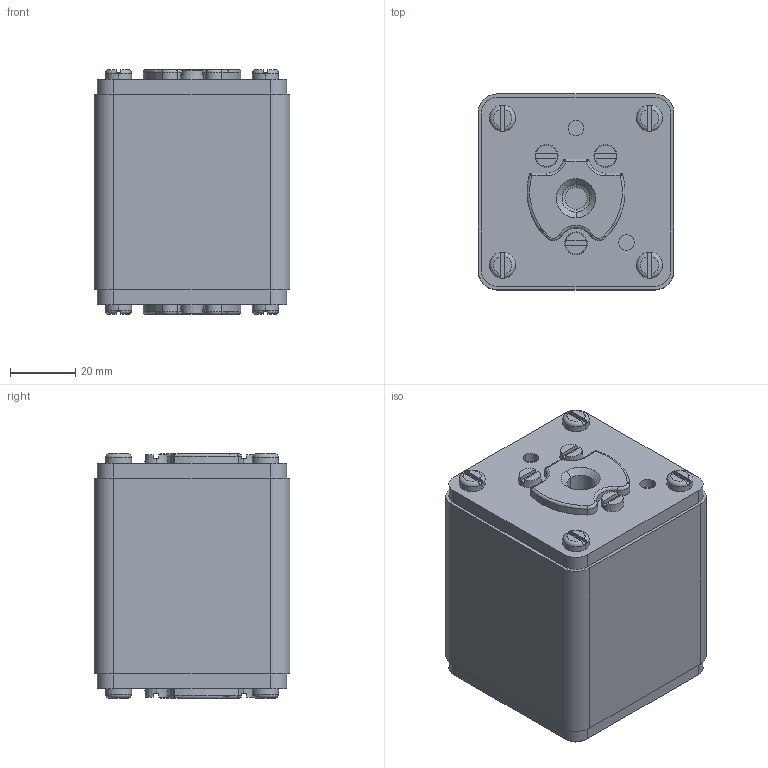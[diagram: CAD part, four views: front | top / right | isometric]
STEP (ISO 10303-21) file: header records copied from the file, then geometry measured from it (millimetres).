
FILE_DESCRIPTION((''),'2;1');
FILE_NAME('G2_1000_MI_DIM','2016-09-23T',('janez.tomelj'),('Audax d.o.o.'),'CREO PARAMETRIC BY PTC INC, 2015290','CREO PARAMETRIC BY PTC INC, 2015290','');
FILE_SCHEMA(('CONFIG_CONTROL_DESIGN'));
Length unit declared in the file: millimetre
Products named in the file (1): G2_1000_MI_DIM
Bounding box: 60 x 60 x 75 mm (x, y, z)
Volume: 247274.6 mm3; surface area: 25317.4 mm2
Topology: 1 solids, 1 shells, 233 faces, 562 edges, 356 vertices
Faces by surface type: plane 101, cylinder 70, torus 32, cone 22, bspline 8
Entity records: 8642 total; most frequent: CARTESIAN_POINT 3079, DIRECTION 1224, ORIENTED_EDGE 1124, EDGE_CURVE 562, AXIS2_PLACEMENT_3D 509, VERTEX_POINT 356, CIRCLE 284, EDGE_LOOP 258
